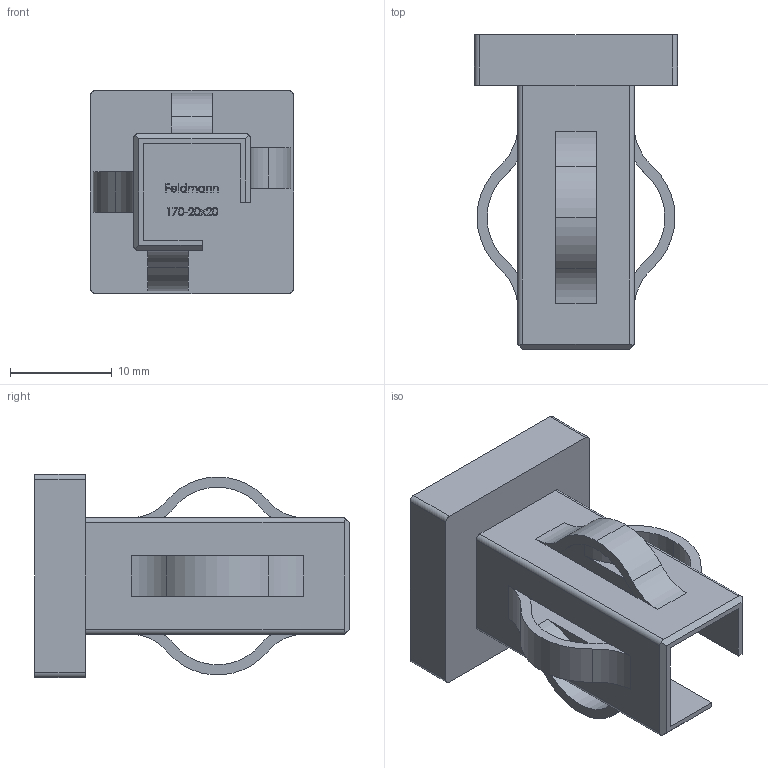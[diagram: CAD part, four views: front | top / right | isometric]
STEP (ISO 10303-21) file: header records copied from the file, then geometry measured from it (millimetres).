
FILE_DESCRIPTION (( 'STEP AP203' ), '1' );
FILE_NAME ('170-20x20.step', '2019-09-16T11:01:28', ( '' ), ( '' ), 'SwSTEP 2.0', 'SolidWorks 2015', '' );
FILE_SCHEMA (( 'CONFIG_CONTROL_DESIGN' ));
Length unit declared in the file: millimetre
Products named in the file (1): 170-20x20
Bounding box: 20 x 31 x 20 mm (x, y, z)
Volume: 2897.9 mm3; surface area: 3269 mm2
Topology: 1 solids, 1 shells, 276 faces, 758 edges, 500 vertices
Faces by surface type: plane 154, bspline 87, cylinder 35
Entity records: 13960 total; most frequent: CARTESIAN_POINT 7376, ORIENTED_EDGE 1516, DIRECTION 1041, EDGE_CURVE 758, VERTEX_POINT 500, LINE 495, VECTOR 495, EDGE_LOOP 308
